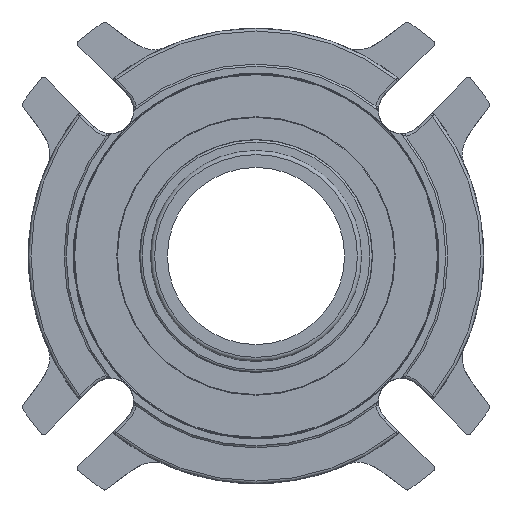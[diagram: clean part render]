
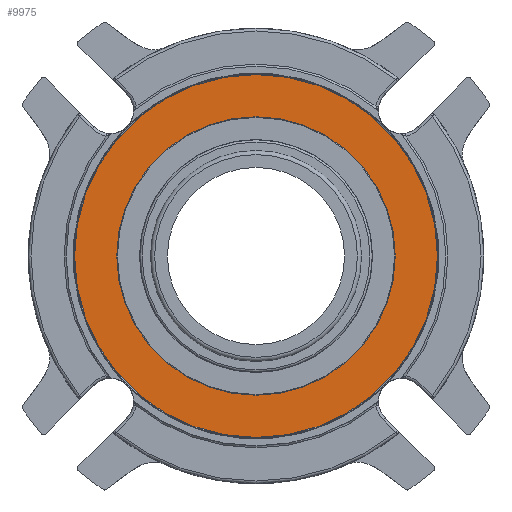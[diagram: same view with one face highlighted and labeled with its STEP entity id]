
A CAD part, front view. The second image highlights one B-rep face of the part: STEP entity #9975.
In plain terms, the highlighted planar face has unit normal (0, -1, 0).
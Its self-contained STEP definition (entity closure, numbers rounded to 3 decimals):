
#1429=PLANE('',#11233);
#4526=ORIENTED_EDGE('',*,*,#5988,.T.);
#4527=ORIENTED_EDGE('',*,*,#5987,.T.);
#5987=EDGE_CURVE('',#6912,#6912,#7582,.T.);
#5988=EDGE_CURVE('',#6913,#6913,#7583,.F.);
#6912=VERTEX_POINT('',#19411);
#6913=VERTEX_POINT('',#19414);
#7582=CIRCLE('',#11232,68.263);
#7583=CIRCLE('',#11234,52.388);
#8334=EDGE_LOOP('',(#4526));
#8335=EDGE_LOOP('',(#4527));
#9105=FACE_BOUND('',#8334,.T.);
#9106=FACE_BOUND('',#8335,.T.);
#9975=ADVANCED_FACE('',(#9105,#9106),#1429,.T.);
#11232=AXIS2_PLACEMENT_3D('',#19410,#14219,#14220);
#11233=AXIS2_PLACEMENT_3D('',#19412,#14221,#14222);
#11234=AXIS2_PLACEMENT_3D('',#19413,#14223,#14224);
#14219=DIRECTION('',(0.,-1.,0.));
#14220=DIRECTION('',(0.,0.,1.));
#14221=DIRECTION('',(0.,-1.,0.));
#14222=DIRECTION('',(0.,0.,1.));
#14223=DIRECTION('',(0.,-1.,0.));
#14224=DIRECTION('',(0.,0.,-1.));
#19410=CARTESIAN_POINT('',(0.,5.156,0.));
#19411=CARTESIAN_POINT('',(0.,5.156,68.263));
#19412=CARTESIAN_POINT('',(0.,5.156,58.738));
#19413=CARTESIAN_POINT('',(0.,5.156,0.));
#19414=CARTESIAN_POINT('',(0.,5.156,-52.388));
